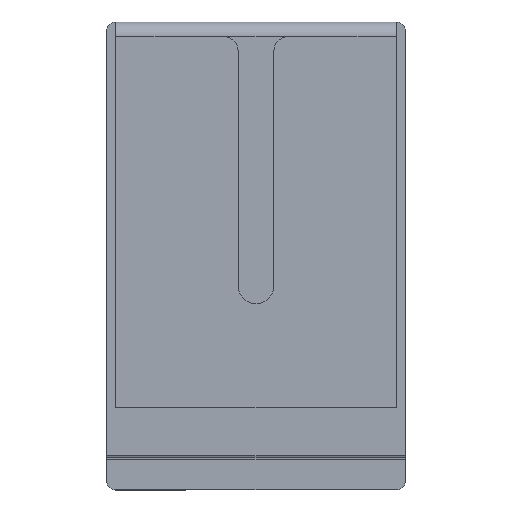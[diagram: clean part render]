
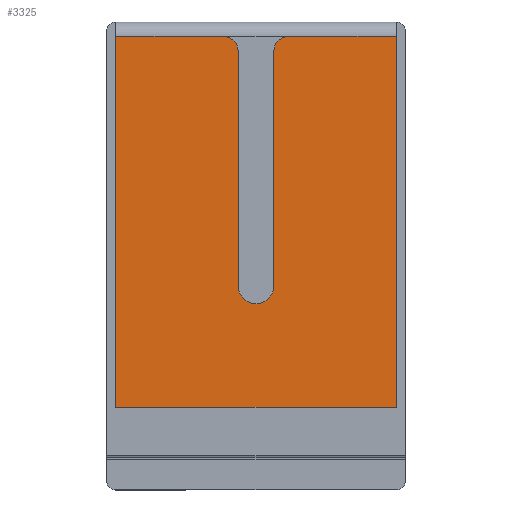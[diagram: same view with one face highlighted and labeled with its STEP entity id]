
A CAD part, top view. The second image highlights one B-rep face of the part: STEP entity #3325.
In plain terms, the highlighted planar face has unit normal (0, 0, 1).
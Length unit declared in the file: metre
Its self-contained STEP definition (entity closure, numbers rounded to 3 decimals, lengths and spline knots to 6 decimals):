
#30=CIRCLE('',#3510,0.005);
#34=CIRCLE('',#3516,0.004);
#35=CIRCLE('',#3517,0.004);
#962=ORIENTED_EDGE('',*,*,#1434,.F.);
#963=ORIENTED_EDGE('',*,*,#1450,.T.);
#964=ORIENTED_EDGE('',*,*,#1436,.T.);
#965=ORIENTED_EDGE('',*,*,#999,.T.);
#966=ORIENTED_EDGE('',*,*,#981,.F.);
#967=ORIENTED_EDGE('',*,*,#984,.T.);
#968=ORIENTED_EDGE('',*,*,#1441,.T.);
#969=ORIENTED_EDGE('',*,*,#1451,.T.);
#970=ORIENTED_EDGE('',*,*,#1442,.T.);
#971=ORIENTED_EDGE('',*,*,#1446,.F.);
#981=EDGE_CURVE('',#1452,#1454,#1767,.T.);
#984=EDGE_CURVE('',#1452,#1456,#1770,.F.);
#999=EDGE_CURVE('',#1464,#1454,#1783,.T.);
#1434=EDGE_CURVE('',#1756,#1757,#2210,.T.);
#1436=EDGE_CURVE('',#1758,#1464,#2212,.T.);
#1441=EDGE_CURVE('',#1456,#1761,#2217,.T.);
#1442=EDGE_CURVE('',#1762,#1763,#2218,.T.);
#1446=EDGE_CURVE('',#1757,#1763,#30,.T.);
#1450=EDGE_CURVE('',#1756,#1758,#34,.T.);
#1451=EDGE_CURVE('',#1761,#1762,#35,.T.);
#1452=VERTEX_POINT('',#4339);
#1454=VERTEX_POINT('',#4342);
#1456=VERTEX_POINT('',#4348);
#1464=VERTEX_POINT('',#4365);
#1756=VERTEX_POINT('',#5250);
#1757=VERTEX_POINT('',#5252);
#1758=VERTEX_POINT('',#5256);
#1761=VERTEX_POINT('',#5264);
#1762=VERTEX_POINT('',#5268);
#1763=VERTEX_POINT('',#5269);
#1767=LINE('',#4341,#2223);
#1770=LINE('',#4347,#2226);
#1783=LINE('',#4377,#2239);
#2210=LINE('',#5251,#2666);
#2212=LINE('',#5255,#2668);
#2217=LINE('',#5265,#2673);
#2218=LINE('',#5267,#2674);
#2223=VECTOR('',#3525,1.);
#2226=VECTOR('',#3530,1.);
#2239=VECTOR('',#3549,1.);
#2666=VECTOR('',#4296,1.);
#2668=VECTOR('',#4300,1.);
#2673=VECTOR('',#4307,1.);
#2674=VECTOR('',#4310,1.);
#2841=EDGE_LOOP('',(#962,#963,#964,#965,#966,#967,#968,#969,#970,#971));
#3007=FACE_BOUND('',#2841,.T.);
#3164=PLANE('',#3515);
#3325=ADVANCED_FACE('',(#3007),#3164,.T.);
#3510=AXIS2_PLACEMENT_3D('',#5276,#4316,#4317);
#3515=AXIS2_PLACEMENT_3D('',#5281,#4326,#4327);
#3516=AXIS2_PLACEMENT_3D('',#5282,#4328,#4329);
#3517=AXIS2_PLACEMENT_3D('',#5283,#4330,#4331);
#3525=DIRECTION('',(-1.,0.,0.));
#3530=DIRECTION('',(0.,-1.,0.));
#3549=DIRECTION('',(0.,-1.,0.));
#4296=DIRECTION('',(0.,-1.,0.));
#4300=DIRECTION('',(-1.,0.,0.));
#4307=DIRECTION('',(-1.,0.,0.));
#4310=DIRECTION('',(0.,-1.,0.));
#4316=DIRECTION('',(0.,0.,1.));
#4317=DIRECTION('',(1.,0.,0.));
#4326=DIRECTION('',(0.,0.,1.));
#4327=DIRECTION('',(1.,0.,0.));
#4328=DIRECTION('',(0.,0.,1.));
#4329=DIRECTION('',(1.,0.,0.));
#4330=DIRECTION('',(0.,0.,1.));
#4331=DIRECTION('',(1.,0.,0.));
#4339=CARTESIAN_POINT('',(-0.0025,0.023,0.017));
#4341=CARTESIAN_POINT('',(-0.0025,0.023,0.017));
#4342=CARTESIAN_POINT('',(-0.0805,0.023,0.017));
#4347=CARTESIAN_POINT('',(-0.0025,0.0745,0.017));
#4348=CARTESIAN_POINT('',(-0.0025,0.126,0.017));
#4365=CARTESIAN_POINT('',(-0.0805,0.126,0.017));
#4377=CARTESIAN_POINT('',(-0.0805,0.0765,0.017));
#5250=CARTESIAN_POINT('',(-0.0465,0.122,0.017));
#5251=CARTESIAN_POINT('',(-0.0465,0.091376,0.017));
#5252=CARTESIAN_POINT('',(-0.0465,0.056752,0.017));
#5255=CARTESIAN_POINT('',(-0.0025,0.126,0.017));
#5256=CARTESIAN_POINT('',(-0.0505,0.126,0.017));
#5264=CARTESIAN_POINT('',(-0.0325,0.126,0.017));
#5265=CARTESIAN_POINT('',(-0.0025,0.126,0.017));
#5267=CARTESIAN_POINT('',(-0.0365,0.091376,0.017));
#5268=CARTESIAN_POINT('',(-0.0365,0.122,0.017));
#5269=CARTESIAN_POINT('',(-0.0365,0.056752,0.017));
#5276=CARTESIAN_POINT('',(-0.0415,0.056752,0.017));
#5281=CARTESIAN_POINT('',(-0.0425,0.0745,0.017));
#5282=CARTESIAN_POINT('',(-0.0505,0.122,0.017));
#5283=CARTESIAN_POINT('',(-0.0325,0.122,0.017));
